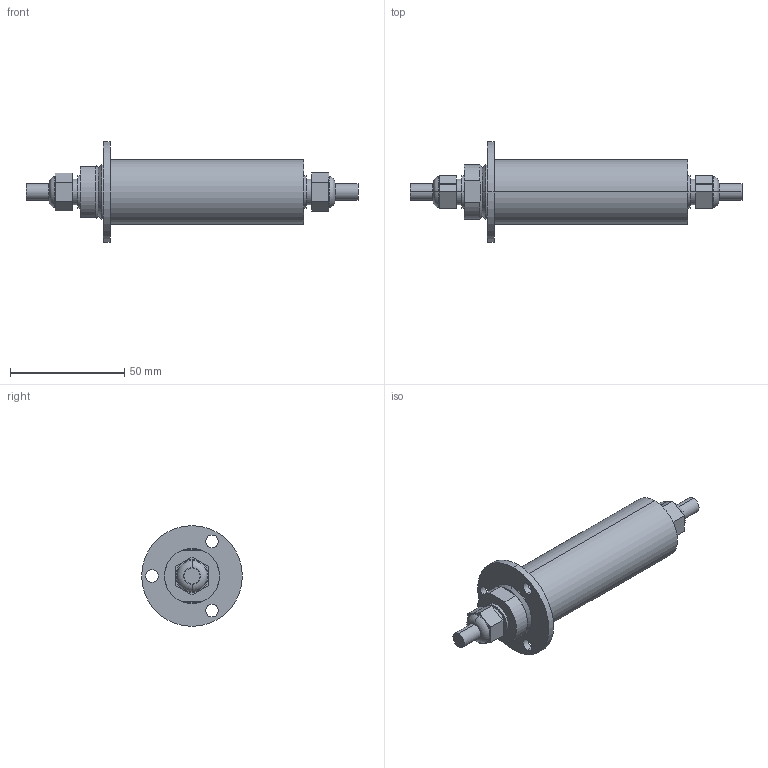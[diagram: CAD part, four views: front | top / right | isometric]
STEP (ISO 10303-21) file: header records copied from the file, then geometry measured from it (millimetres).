
FILE_DESCRIPTION (( 'STEP AP203' ), '1' );
FILE_NAME ('1.STEP', '2021-02-02T02:36:04', ( '微软用户' ), ( '微软中国' ), 'SwSTEP 2.0', 'SolidWorks 2014', '' );
FILE_SCHEMA (( 'CONFIG_CONTROL_DESIGN' ));
Length unit declared in the file: millimetre
Products named in the file (1): 1
Bounding box: 145.08 x 44 x 44 mm (x, y, z)
Volume: 65578.8 mm3; surface area: 13654.7 mm2
Topology: 1 solids, 1 shells, 74 faces, 184 edges, 124 vertices
Faces by surface type: cylinder 30, plane 30, cone 10, torus 4
Entity records: 2339 total; most frequent: CARTESIAN_POINT 431, DIRECTION 392, ORIENTED_EDGE 368, EDGE_CURVE 184, AXIS2_PLACEMENT_3D 149, VERTEX_POINT 124, VECTOR 94, LINE 94
